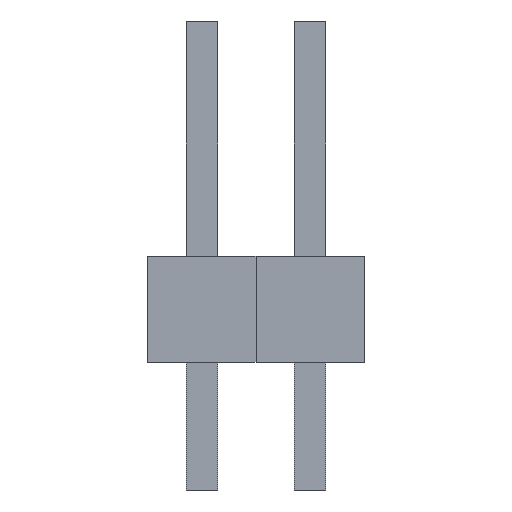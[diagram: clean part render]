
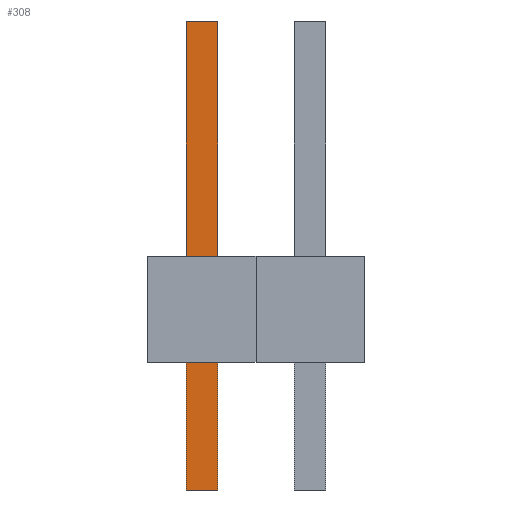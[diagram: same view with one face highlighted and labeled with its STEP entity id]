
A CAD part, front view. The second image highlights one B-rep face of the part: STEP entity #308.
In plain terms, the highlighted planar face has unit normal (0, -1, 0).
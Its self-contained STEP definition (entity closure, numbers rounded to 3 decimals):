
#13=DIRECTION('',(0.,0.,1.));
#14=DIRECTION('',(1.,0.,0.));
#149=VECTOR('',#13,1.);
#156=DIRECTION('',(0.,1.,0.));
#198=VECTOR('',#14,1.);
#262=EDGE_CURVE('',#263,#265,#267,.T.);
#263=VERTEX_POINT('',#264);
#264=CARTESIAN_POINT('',(-0.371,-0.371,-3.));
#265=VERTEX_POINT('',#266);
#266=CARTESIAN_POINT('',(-0.371,-0.371,8.));
#267=LINE('',#264,#149);
#286=ORIENTED_EDGE('',*,*,#287,.F.);
#287=EDGE_CURVE('',#288,#290,#292,.T.);
#288=VERTEX_POINT('',#289);
#289=CARTESIAN_POINT('',(0.371,-0.371,-3.));
#290=VERTEX_POINT('',#291);
#291=CARTESIAN_POINT('',(0.371,-0.371,8.));
#292=LINE('',#289,#149);
#308=ADVANCED_FACE('',(#309),#318,.F.);
#309=FACE_BOUND('',#310,.F.);
#310=EDGE_LOOP('',(#311,#314,#315,#286));
#311=ORIENTED_EDGE('',*,*,#312,.F.);
#312=EDGE_CURVE('',#263,#288,#313,.T.);
#313=LINE('',#264,#198);
#314=ORIENTED_EDGE('',*,*,#262,.T.);
#315=ORIENTED_EDGE('',*,*,#316,.T.);
#316=EDGE_CURVE('',#265,#290,#317,.T.);
#317=LINE('',#266,#198);
#318=PLANE('',#319);
#319=AXIS2_PLACEMENT_3D('',#264,#156,#13);
